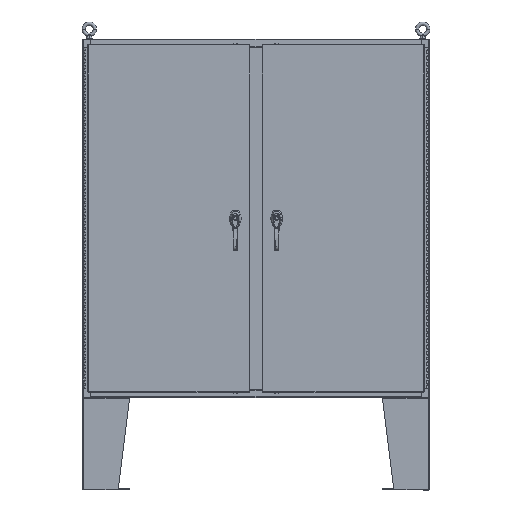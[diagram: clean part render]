
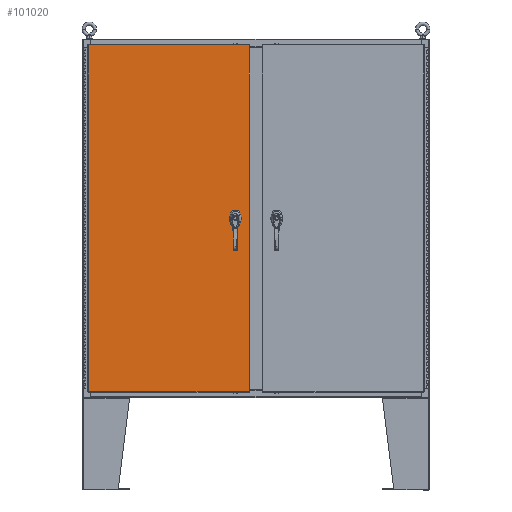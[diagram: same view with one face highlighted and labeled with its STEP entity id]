
A CAD part, top view. The second image highlights one B-rep face of the part: STEP entity #101020.
In plain terms, the highlighted planar face has unit normal (0, 0, 1).
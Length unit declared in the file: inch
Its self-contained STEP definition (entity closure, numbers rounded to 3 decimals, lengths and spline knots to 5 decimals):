
#1035 = CARTESIAN_POINT ( 'NONE',  ( 11.9085, 0.20023, 0. ) ) ;
#2094 = CIRCLE ( 'NONE', #68196, 0.1715 ) ;
#2138 = DIRECTION ( 'NONE',  ( 1., 0., 0. ) ) ;
#2208 = DIRECTION ( 'NONE',  ( 0., 0., 1. ) ) ;
#3068 = VERTEX_POINT ( 'NONE', #91036 ) ;
#3368 = EDGE_LOOP ( 'NONE', ( #110571, #9436, #68805, #41514 ) ) ;
#3875 = EDGE_LOOP ( 'NONE', ( #121789, #108719, #38587, #57284, #95404, #50912, #140462, #60371 ) ) ;
#4812 = CARTESIAN_POINT ( 'NONE',  ( 11.5055, 0., 0. ) ) ;
#4947 = DIRECTION ( 'NONE',  ( -1., 0., 0. ) ) ;
#5517 = CARTESIAN_POINT ( 'NONE',  ( 11.334, -1.338, 0. ) ) ;
#9436 = ORIENTED_EDGE ( 'NONE', *, *, #112586, .T. ) ;
#11253 = EDGE_CURVE ( 'NONE', #65766, #57186, #2094, .T. ) ;
#14844 = LINE ( 'NONE', #20814, #35010 ) ;
#15053 = VERTEX_POINT ( 'NONE', #76326 ) ;
#15503 = EDGE_CURVE ( 'NONE', #115653, #15053, #92572, .T. ) ;
#16255 = AXIS2_PLACEMENT_3D ( 'NONE', #96713, #26353, #108468 ) ;
#16656 = DIRECTION ( 'NONE',  ( 1., 0., 0. ) ) ;
#17916 = VECTOR ( 'NONE', #132156, 39.37008 ) ;
#20195 = EDGE_LOOP ( 'NONE', ( #25011, #63995 ) ) ;
#20814 = CARTESIAN_POINT ( 'NONE',  ( 13.9178, -30.0182, 0. ) ) ;
#22468 = CIRCLE ( 'NONE', #108565, 0.45 ) ;
#25011 = ORIENTED_EDGE ( 'NONE', *, *, #26129, .F. ) ;
#25650 = LINE ( 'NONE', #142846, #84490 ) ;
#26129 = EDGE_CURVE ( 'NONE', #57186, #65766, #130807, .T. ) ;
#26353 = DIRECTION ( 'NONE',  ( 0., 0., 1. ) ) ;
#26399 = VECTOR ( 'NONE', #37209, 39.37008 ) ;
#27658 = CARTESIAN_POINT ( 'NONE',  ( 11.677, -1.338, 0. ) ) ;
#28480 = VERTEX_POINT ( 'NONE', #1035 ) ;
#31141 = DIRECTION ( 'NONE',  ( 0., 0., 1. ) ) ;
#31400 = DIRECTION ( 'NONE',  ( 0., -1., 0. ) ) ;
#33654 = VERTEX_POINT ( 'NONE', #63033 ) ;
#35010 = VECTOR ( 'NONE', #56231, 39.37008 ) ;
#35115 = CARTESIAN_POINT ( 'NONE',  ( -13.9178, -30.0182, 0. ) ) ;
#37209 = DIRECTION ( 'NONE',  ( 0., -1., 0. ) ) ;
#38587 = ORIENTED_EDGE ( 'NONE', *, *, #94211, .F. ) ;
#38859 = VECTOR ( 'NONE', #121326, 39.37008 ) ;
#41514 = ORIENTED_EDGE ( 'NONE', *, *, #105540, .T. ) ;
#43374 = VERTEX_POINT ( 'NONE', #79730 ) ;
#45476 = LINE ( 'NONE', #50009, #17916 ) ;
#47739 = CARTESIAN_POINT ( 'NONE',  ( 11.1025, 0.20023, 0. ) ) ;
#50009 = CARTESIAN_POINT ( 'NONE',  ( 0., 0.403, 0. ) ) ;
#50177 = VERTEX_POINT ( 'NONE', #121238 ) ;
#50912 = ORIENTED_EDGE ( 'NONE', *, *, #132042, .F. ) ;
#51748 = VERTEX_POINT ( 'NONE', #145093 ) ;
#54186 = DIRECTION ( 'NONE',  ( 0., -1., 0. ) ) ;
#55940 = FACE_OUTER_BOUND ( 'NONE', #3368, .T. ) ;
#56231 = DIRECTION ( 'NONE',  ( 0., 1., 0. ) ) ;
#57186 = VERTEX_POINT ( 'NONE', #27658 ) ;
#57284 = ORIENTED_EDGE ( 'NONE', *, *, #145483, .F. ) ;
#57789 = DIRECTION ( 'NONE',  ( 0., 0., 1. ) ) ;
#58259 = DIRECTION ( 'NONE',  ( 1., 0., 0. ) ) ;
#60371 = ORIENTED_EDGE ( 'NONE', *, *, #101314, .F. ) ;
#60518 = EDGE_CURVE ( 'NONE', #43374, #136095, #22468, .T. ) ;
#63024 = PLANE ( 'NONE',  #142235 ) ;
#63033 = CARTESIAN_POINT ( 'NONE',  ( 11.70573, 0.403, 0. ) ) ;
#63725 = VECTOR ( 'NONE', #54186, 39.37008 ) ;
#63995 = ORIENTED_EDGE ( 'NONE', *, *, #11253, .F. ) ;
#64891 = CARTESIAN_POINT ( 'NONE',  ( 11.5055, 0., 0. ) ) ;
#65766 = VERTEX_POINT ( 'NONE', #5517 ) ;
#67428 = LINE ( 'NONE', #148130, #63725 ) ;
#68196 = AXIS2_PLACEMENT_3D ( 'NONE', #101525, #31141, #113274 ) ;
#68805 = ORIENTED_EDGE ( 'NONE', *, *, #140547, .T. ) ;
#72600 = CARTESIAN_POINT ( 'NONE',  ( 11.5055, 0., 0. ) ) ;
#75340 = DIRECTION ( 'NONE',  ( 0., 0., -1. ) ) ;
#75811 = AXIS2_PLACEMENT_3D ( 'NONE', #64891, #147020, #76706 ) ;
#76326 = CARTESIAN_POINT ( 'NONE',  ( 11.1025, -0.20023, 0. ) ) ;
#76706 = DIRECTION ( 'NONE',  ( 1., 0., 0. ) ) ;
#79730 = CARTESIAN_POINT ( 'NONE',  ( 11.70573, -0.403, 0. ) ) ;
#79778 = FACE_BOUND ( 'NONE', #3875, .T. ) ;
#81558 = VERTEX_POINT ( 'NONE', #107761 ) ;
#81584 = CIRCLE ( 'NONE', #84283, 0.45 ) ;
#84283 = AXIS2_PLACEMENT_3D ( 'NONE', #128122, #57789, #139889 ) ;
#84449 = DIRECTION ( 'NONE',  ( 1., 0., 0. ) ) ;
#84490 = VECTOR ( 'NONE', #2138, 39.37008 ) ;
#86014 = CARTESIAN_POINT ( 'NONE',  ( 13.9178, 30.0182, 0. ) ) ;
#86977 = VECTOR ( 'NONE', #58259, 39.37008 ) ;
#87058 = DIRECTION ( 'NONE',  ( 0., 0., 1. ) ) ;
#87847 = CIRCLE ( 'NONE', #137867, 0.45 ) ;
#91036 = CARTESIAN_POINT ( 'NONE',  ( -13.9178, 30.0182, 0. ) ) ;
#92572 = LINE ( 'NONE', #119837, #26399 ) ;
#94211 = EDGE_CURVE ( 'NONE', #50177, #43374, #25650, .T. ) ;
#95404 = ORIENTED_EDGE ( 'NONE', *, *, #15503, .F. ) ;
#96713 = CARTESIAN_POINT ( 'NONE',  ( 11.5055, -1.338, 0. ) ) ;
#97644 = LINE ( 'NONE', #86014, #38859 ) ;
#98133 = LINE ( 'NONE', #113544, #129355 ) ;
#98168 = VERTEX_POINT ( 'NONE', #103077 ) ;
#100619 = CARTESIAN_POINT ( 'NONE',  ( 13.9178, 30.0182, 0. ) ) ;
#101020 = ADVANCED_FACE ( 'NONE', ( #110971, #55940, #79778 ), #63024, .F. ) ;
#101314 = EDGE_CURVE ( 'NONE', #28480, #33654, #81584, .T. ) ;
#101525 = CARTESIAN_POINT ( 'NONE',  ( 11.5055, -1.338, 0. ) ) ;
#103077 = CARTESIAN_POINT ( 'NONE',  ( 11.30527, 0.403, 0. ) ) ;
#105540 = EDGE_CURVE ( 'NONE', #3068, #81558, #67428, .T. ) ;
#107761 = CARTESIAN_POINT ( 'NONE',  ( -13.9178, -30.0182, 0. ) ) ;
#108468 = DIRECTION ( 'NONE',  ( 1., 0., 0. ) ) ;
#108565 = AXIS2_PLACEMENT_3D ( 'NONE', #4812, #87058, #16656 ) ;
#108719 = ORIENTED_EDGE ( 'NONE', *, *, #60518, .F. ) ;
#110571 = ORIENTED_EDGE ( 'NONE', *, *, #135443, .T. ) ;
#110971 = FACE_BOUND ( 'NONE', #20195, .T. ) ;
#112586 = EDGE_CURVE ( 'NONE', #51748, #118270, #14844, .T. ) ;
#113274 = DIRECTION ( 'NONE',  ( 1., 0., 0. ) ) ;
#113544 = CARTESIAN_POINT ( 'NONE',  ( 11.9085, 0., 0. ) ) ;
#115653 = VERTEX_POINT ( 'NONE', #47739 ) ;
#118270 = VERTEX_POINT ( 'NONE', #100619 ) ;
#119837 = CARTESIAN_POINT ( 'NONE',  ( 11.1025, 0., 0. ) ) ;
#121238 = CARTESIAN_POINT ( 'NONE',  ( 11.30527, -0.403, 0. ) ) ;
#121326 = DIRECTION ( 'NONE',  ( -1., 0., 0. ) ) ;
#121789 = ORIENTED_EDGE ( 'NONE', *, *, #134509, .T. ) ;
#122026 = CARTESIAN_POINT ( 'NONE',  ( 0., 0., 0. ) ) ;
#127888 = CARTESIAN_POINT ( 'NONE',  ( 11.9085, -0.20023, 0. ) ) ;
#128021 = CIRCLE ( 'NONE', #75811, 0.45 ) ;
#128122 = CARTESIAN_POINT ( 'NONE',  ( 11.5055, 0., 0. ) ) ;
#129355 = VECTOR ( 'NONE', #31400, 39.37008 ) ;
#129801 = EDGE_CURVE ( 'NONE', #33654, #98168, #45476, .T. ) ;
#130807 = CIRCLE ( 'NONE', #16255, 0.1715 ) ;
#132042 = EDGE_CURVE ( 'NONE', #98168, #115653, #128021, .T. ) ;
#132156 = DIRECTION ( 'NONE',  ( -1., 0., 0. ) ) ;
#134509 = EDGE_CURVE ( 'NONE', #28480, #136095, #98133, .T. ) ;
#135443 = EDGE_CURVE ( 'NONE', #81558, #51748, #145694, .T. ) ;
#136095 = VERTEX_POINT ( 'NONE', #127888 ) ;
#137867 = AXIS2_PLACEMENT_3D ( 'NONE', #72600, #2208, #84449 ) ;
#139889 = DIRECTION ( 'NONE',  ( 1., 0., 0. ) ) ;
#140462 = ORIENTED_EDGE ( 'NONE', *, *, #129801, .F. ) ;
#140547 = EDGE_CURVE ( 'NONE', #118270, #3068, #97644, .T. ) ;
#142235 = AXIS2_PLACEMENT_3D ( 'NONE', #122026, #75340, #4947 ) ;
#142846 = CARTESIAN_POINT ( 'NONE',  ( 0., -0.403, 0. ) ) ;
#145093 = CARTESIAN_POINT ( 'NONE',  ( 13.9178, -30.0182, 0. ) ) ;
#145483 = EDGE_CURVE ( 'NONE', #15053, #50177, #87847, .T. ) ;
#145694 = LINE ( 'NONE', #35115, #86977 ) ;
#147020 = DIRECTION ( 'NONE',  ( 0., 0., 1. ) ) ;
#148130 = CARTESIAN_POINT ( 'NONE',  ( -13.9178, 30.0182, 0. ) ) ;
